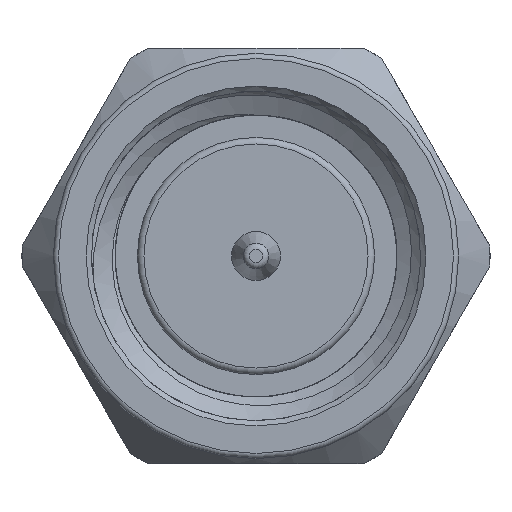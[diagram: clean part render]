
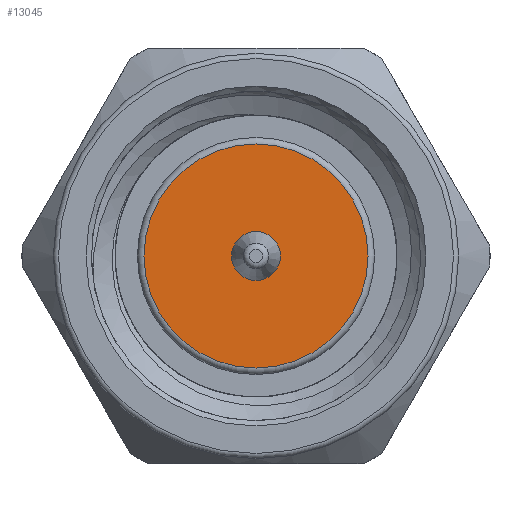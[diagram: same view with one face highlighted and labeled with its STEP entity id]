
A CAD part, left-side view. The second image highlights one B-rep face of the part: STEP entity #13045.
In plain terms, the highlighted planar face has unit normal (-1, 0, 0).
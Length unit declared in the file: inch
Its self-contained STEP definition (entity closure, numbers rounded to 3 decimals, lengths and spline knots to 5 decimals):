
#529 = VERTEX_POINT ( 'NONE', #13110 ) ;
#1448 = EDGE_CURVE ( 'NONE', #529, #529, #4727, .T. ) ;
#1707 = CARTESIAN_POINT ( 'NONE',  ( 0.11, 0., 0. ) ) ;
#3016 = DIRECTION ( 'NONE',  ( 0., 0., -1. ) ) ;
#3168 = CARTESIAN_POINT ( 'NONE',  ( 0.11, 0.125, 0. ) ) ;
#4127 = CARTESIAN_POINT ( 'NONE',  ( 0.11, 0., 0. ) ) ;
#4198 = PLANE ( 'NONE',  #12678 ) ;
#4340 = FACE_BOUND ( 'NONE', #6052, .T. ) ;
#4727 = CIRCLE ( 'NONE', #6044, 0.085 ) ;
#5507 = DIRECTION ( 'NONE',  ( 1., 0., 0. ) ) ;
#5777 = VERTEX_POINT ( 'NONE', #11107 ) ;
#6044 = AXIS2_PLACEMENT_3D ( 'NONE', #4127, #7017, #7080 ) ;
#6052 = EDGE_LOOP ( 'NONE', ( #13305 ) ) ;
#7017 = DIRECTION ( 'NONE',  ( -1., 0., 0. ) ) ;
#7080 = DIRECTION ( 'NONE',  ( 0., 0., -1. ) ) ;
#7341 = EDGE_CURVE ( 'NONE', #5777, #5777, #11781, .T. ) ;
#7437 = DIRECTION ( 'NONE',  ( 0., 0., -1. ) ) ;
#10235 = EDGE_LOOP ( 'NONE', ( #11063 ) ) ;
#11063 = ORIENTED_EDGE ( 'NONE', *, *, #1448, .T. ) ;
#11107 = CARTESIAN_POINT ( 'NONE',  ( 0.11, 0., -0.0185 ) ) ;
#11672 = FACE_OUTER_BOUND ( 'NONE', #10235, .T. ) ;
#11781 = CIRCLE ( 'NONE', #12432, 0.0185 ) ;
#12432 = AXIS2_PLACEMENT_3D ( 'NONE', #1707, #13506, #3016 ) ;
#12678 = AXIS2_PLACEMENT_3D ( 'NONE', #3168, #5507, #7437 ) ;
#13045 = ADVANCED_FACE ( 'NONE', ( #11672, #4340 ), #4198, .F. ) ;
#13110 = CARTESIAN_POINT ( 'NONE',  ( 0.11, 0., -0.085 ) ) ;
#13305 = ORIENTED_EDGE ( 'NONE', *, *, #7341, .F. ) ;
#13506 = DIRECTION ( 'NONE',  ( -1., 0., 0. ) ) ;
